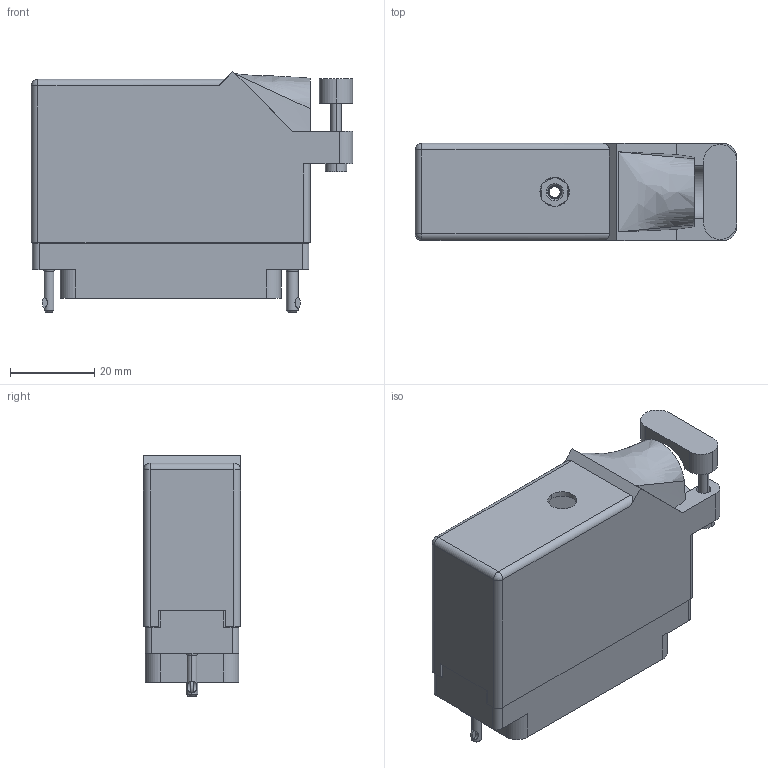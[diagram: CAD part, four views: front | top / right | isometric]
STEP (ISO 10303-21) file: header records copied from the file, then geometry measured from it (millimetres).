
FILE_DESCRIPTION (( 'STEP AP203' ), '1' );
FILE_NAME ('516-056-520-322.STEP', '2020-03-10T08:16:48', ( '' ), ( '' ), 'SwSTEP 2.0', 'SolidWorks 2016', '' );
FILE_SCHEMA (( 'CONFIG_CONTROL_DESIGN' ));
Length unit declared in the file: inch
Products named in the file (8): 516-252-021-102_056; 516-230-001_Plastic - 056 Side Entry; 516-252-035-100_516-252-035-100; 516 Plug Insulator_056; 516-056-520-322; 516-292-001_520 Contact; 516-222-038-102_057; 516-222-038-102_056
Assembly tree (63 placements, depth 2):
  516-056-520-322
    516 Plug Insulator_056
    516-292-001_520 Contact  x56
    516-230-001_Plastic - 056 Side Entry
    516-252-021-102_056  x2
    516-222-038-102_056
    516-252-035-100_516-252-035-100
    516-222-038-102_057
Bounding box: 76.5 x 23.11 x 57.24 mm (x, y, z)
Volume: 26214.2 mm3; surface area: 42725 mm2
Topology: 63 solids, 63 shells, 5558 faces, 16036 edges, 10630 vertices
Faces by surface type: plane 3341, cylinder 1784, bspline 381, cone 46, torus 4, sphere 2
Entity records: 60993 total; most frequent: CARTESIAN_POINT 16742, ORIENTED_EDGE 9008, DIRECTION 8529, EDGE_CURVE 4504, VECTOR 3135, LINE 3135, VERTEX_POINT 2980, AXIS2_PLACEMENT_3D 2697
